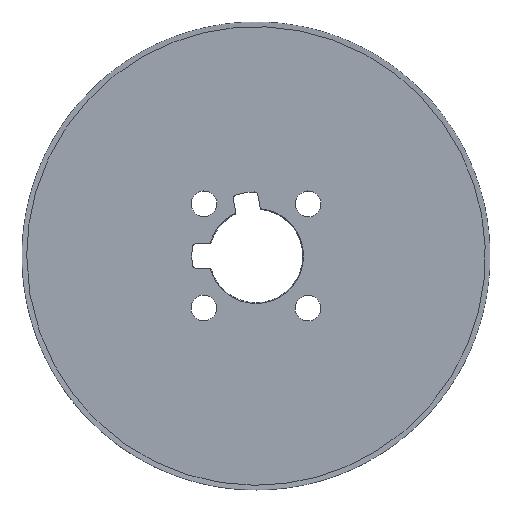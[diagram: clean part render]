
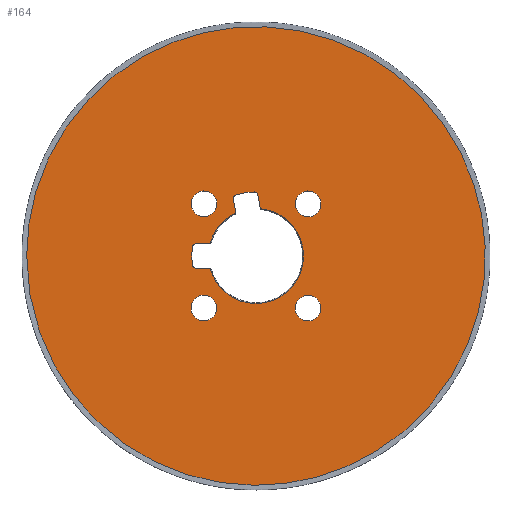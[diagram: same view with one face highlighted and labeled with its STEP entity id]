
A CAD part, top view. The second image highlights one B-rep face of the part: STEP entity #164.
In plain terms, the highlighted planar face has unit normal (0, 0, 1).
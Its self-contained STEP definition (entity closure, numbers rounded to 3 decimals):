
#164=ADVANCED_FACE('TB_SU_5',(#205,#206,#207,#208,#209,#210),#199,.T.);
#199=PLANE('',#929);
#205=FACE_BOUND('',#235,.T.);
#206=FACE_BOUND('',#236,.T.);
#207=FACE_BOUND('',#237,.T.);
#208=FACE_BOUND('',#238,.T.);
#209=FACE_BOUND('',#239,.T.);
#210=FACE_BOUND('',#240,.T.);
#235=EDGE_LOOP('',(#337,#338,#339,#340,#341,#342,#343,#344,#345,#346,#347,
#348,#349,#350,#351,#352,#353,#354));
#236=EDGE_LOOP('',(#355));
#237=EDGE_LOOP('',(#356));
#238=EDGE_LOOP('',(#357));
#239=EDGE_LOOP('',(#358));
#240=EDGE_LOOP('',(#359));
#289=LINE('',#1274,#313);
#290=LINE('',#1282,#314);
#291=LINE('',#1294,#315);
#292=LINE('',#1302,#316);
#313=VECTOR('',#1039,1.);
#314=VECTOR('',#1046,1.);
#315=VECTOR('',#1057,1.);
#316=VECTOR('',#1064,1.);
#337=ORIENTED_EDGE('',*,*,#571,.F.);
#338=ORIENTED_EDGE('',*,*,#572,.T.);
#339=ORIENTED_EDGE('',*,*,#573,.T.);
#340=ORIENTED_EDGE('',*,*,#574,.F.);
#341=ORIENTED_EDGE('',*,*,#575,.T.);
#342=ORIENTED_EDGE('',*,*,#576,.F.);
#343=ORIENTED_EDGE('',*,*,#577,.T.);
#344=ORIENTED_EDGE('',*,*,#578,.T.);
#345=ORIENTED_EDGE('',*,*,#579,.F.);
#346=ORIENTED_EDGE('',*,*,#580,.F.);
#347=ORIENTED_EDGE('',*,*,#581,.F.);
#348=ORIENTED_EDGE('',*,*,#582,.T.);
#349=ORIENTED_EDGE('',*,*,#583,.T.);
#350=ORIENTED_EDGE('',*,*,#584,.F.);
#351=ORIENTED_EDGE('',*,*,#585,.T.);
#352=ORIENTED_EDGE('',*,*,#586,.F.);
#353=ORIENTED_EDGE('',*,*,#587,.T.);
#354=ORIENTED_EDGE('',*,*,#588,.T.);
#355=ORIENTED_EDGE('',*,*,#589,.T.);
#356=ORIENTED_EDGE('',*,*,#590,.T.);
#357=ORIENTED_EDGE('',*,*,#591,.T.);
#358=ORIENTED_EDGE('',*,*,#592,.T.);
#359=ORIENTED_EDGE('',*,*,#593,.T.);
#509=VERTEX_POINT('',#1270);
#510=VERTEX_POINT('',#1271);
#511=VERTEX_POINT('',#1273);
#512=VERTEX_POINT('',#1275);
#513=VERTEX_POINT('',#1277);
#514=VERTEX_POINT('',#1279);
#515=VERTEX_POINT('',#1281);
#516=VERTEX_POINT('',#1283);
#517=VERTEX_POINT('',#1285);
#518=VERTEX_POINT('',#1287);
#519=VERTEX_POINT('',#1289);
#520=VERTEX_POINT('',#1291);
#521=VERTEX_POINT('',#1293);
#522=VERTEX_POINT('',#1295);
#523=VERTEX_POINT('',#1297);
#524=VERTEX_POINT('',#1299);
#525=VERTEX_POINT('',#1301);
#526=VERTEX_POINT('',#1303);
#527=VERTEX_POINT('',#1306);
#528=VERTEX_POINT('',#1308);
#529=VERTEX_POINT('',#1310);
#530=VERTEX_POINT('',#1312);
#531=VERTEX_POINT('',#1314);
#571=EDGE_CURVE('',#509,#510,#657,.T.);
#572=EDGE_CURVE('',#509,#511,#658,.T.);
#573=EDGE_CURVE('',#511,#512,#289,.T.);
#574=EDGE_CURVE('',#513,#512,#659,.T.);
#575=EDGE_CURVE('',#513,#514,#660,.T.);
#576=EDGE_CURVE('',#515,#514,#661,.T.);
#577=EDGE_CURVE('',#515,#516,#290,.T.);
#578=EDGE_CURVE('',#516,#517,#662,.T.);
#579=EDGE_CURVE('',#518,#517,#663,.T.);
#580=EDGE_CURVE('',#519,#518,#664,.T.);
#581=EDGE_CURVE('',#520,#519,#665,.T.);
#582=EDGE_CURVE('',#520,#521,#666,.T.);
#583=EDGE_CURVE('',#521,#522,#291,.T.);
#584=EDGE_CURVE('',#523,#522,#667,.T.);
#585=EDGE_CURVE('',#523,#524,#668,.T.);
#586=EDGE_CURVE('',#525,#524,#669,.T.);
#587=EDGE_CURVE('',#525,#526,#292,.T.);
#588=EDGE_CURVE('',#526,#510,#670,.T.);
#589=EDGE_CURVE('',#527,#527,#671,.T.);
#590=EDGE_CURVE('',#528,#528,#672,.T.);
#591=EDGE_CURVE('',#529,#529,#673,.T.);
#592=EDGE_CURVE('',#530,#530,#674,.T.);
#593=EDGE_CURVE('',#531,#531,#675,.T.);
#657=CIRCLE('',#910,20.306);
#658=CIRCLE('',#911,0.5);
#659=CIRCLE('',#912,1.6);
#660=CIRCLE('',#913,22.);
#661=CIRCLE('',#914,1.6);
#662=CIRCLE('',#915,0.5);
#663=CIRCLE('',#916,20.306);
#664=CIRCLE('',#917,20.306);
#665=CIRCLE('',#918,20.306);
#666=CIRCLE('',#919,0.5);
#667=CIRCLE('',#920,1.6);
#668=CIRCLE('',#921,22.);
#669=CIRCLE('',#922,1.6);
#670=CIRCLE('',#923,0.5);
#671=CIRCLE('',#924,5.511);
#672=CIRCLE('',#925,5.511);
#673=CIRCLE('',#926,98.709);
#674=CIRCLE('',#927,5.511);
#675=CIRCLE('',#928,5.511);
#910=AXIS2_PLACEMENT_3D('',#1269,#1035,#1036);
#911=AXIS2_PLACEMENT_3D('',#1272,#1037,#1038);
#912=AXIS2_PLACEMENT_3D('',#1276,#1040,#1041);
#913=AXIS2_PLACEMENT_3D('',#1278,#1042,#1043);
#914=AXIS2_PLACEMENT_3D('',#1280,#1044,#1045);
#915=AXIS2_PLACEMENT_3D('',#1284,#1047,#1048);
#916=AXIS2_PLACEMENT_3D('',#1286,#1049,#1050);
#917=AXIS2_PLACEMENT_3D('',#1288,#1051,#1052);
#918=AXIS2_PLACEMENT_3D('',#1290,#1053,#1054);
#919=AXIS2_PLACEMENT_3D('',#1292,#1055,#1056);
#920=AXIS2_PLACEMENT_3D('',#1296,#1058,#1059);
#921=AXIS2_PLACEMENT_3D('',#1298,#1060,#1061);
#922=AXIS2_PLACEMENT_3D('',#1300,#1062,#1063);
#923=AXIS2_PLACEMENT_3D('',#1304,#1065,#1066);
#924=AXIS2_PLACEMENT_3D('',#1305,#1067,#1068);
#925=AXIS2_PLACEMENT_3D('',#1307,#1069,#1070);
#926=AXIS2_PLACEMENT_3D('',#1309,#1071,#1072);
#927=AXIS2_PLACEMENT_3D('',#1311,#1073,#1074);
#928=AXIS2_PLACEMENT_3D('',#1313,#1075,#1076);
#929=AXIS2_PLACEMENT_3D('',#1315,#1077,#1078);
#1035=DIRECTION('',(0.,0.,1.));
#1036=DIRECTION('',(-0.292,-0.956,0.));
#1037=DIRECTION('',(0.,0.,1.));
#1038=DIRECTION('',(-0.292,-0.956,0.));
#1039=DIRECTION('',(-0.174,0.985,0.));
#1040=DIRECTION('',(0.,0.,1.));
#1041=DIRECTION('',(-0.292,-0.956,0.));
#1042=DIRECTION('',(0.,0.,-1.));
#1043=DIRECTION('',(-0.292,-0.956,0.));
#1044=DIRECTION('',(0.,0.,1.));
#1045=DIRECTION('',(-0.292,-0.956,0.));
#1046=DIRECTION('',(0.174,-0.985,0.));
#1047=DIRECTION('',(0.,0.,1.));
#1048=DIRECTION('',(-0.292,-0.956,0.));
#1049=DIRECTION('',(0.,0.,1.));
#1050=DIRECTION('',(-0.292,-0.956,0.));
#1051=DIRECTION('',(0.,0.,1.));
#1052=DIRECTION('',(-0.292,-0.956,0.));
#1053=DIRECTION('',(0.,0.,1.));
#1054=DIRECTION('',(-0.292,-0.956,0.));
#1055=DIRECTION('',(0.,0.,1.));
#1056=DIRECTION('',(-0.292,-0.956,0.));
#1057=DIRECTION('',(-1.,0.,0.));
#1058=DIRECTION('',(0.,0.,1.));
#1059=DIRECTION('',(-0.292,-0.956,0.));
#1060=DIRECTION('',(0.,0.,-1.));
#1061=DIRECTION('',(-0.292,-0.956,0.));
#1062=DIRECTION('',(0.,0.,1.));
#1063=DIRECTION('',(-0.292,-0.956,0.));
#1064=DIRECTION('',(1.,0.,0.));
#1065=DIRECTION('',(0.,0.,1.));
#1066=DIRECTION('',(-0.292,-0.956,0.));
#1067=DIRECTION('',(0.,0.,-1.));
#1068=DIRECTION('',(-0.292,-0.956,0.));
#1069=DIRECTION('',(0.,0.,-1.));
#1070=DIRECTION('',(-0.292,-0.956,0.));
#1071=DIRECTION('',(0.,0.,1.));
#1072=DIRECTION('',(-0.292,-0.956,0.));
#1073=DIRECTION('',(0.,0.,-1.));
#1074=DIRECTION('',(-0.292,-0.956,0.));
#1075=DIRECTION('',(0.,0.,-1.));
#1076=DIRECTION('',(-0.292,-0.956,0.));
#1077=DIRECTION('',(0.,0.,1.));
#1078=DIRECTION('',(-0.292,-0.956,0.));
#1269=CARTESIAN_POINT('',(0.,0.,0.));
#1270=CARTESIAN_POINT('',(-8.651,18.371,0.));
#1271=CARTESIAN_POINT('',(-19.595,5.329,0.));
#1272=CARTESIAN_POINT('',(-9.15,18.349,0.));
#1273=CARTESIAN_POINT('',(-8.658,18.436,0.));
#1274=CARTESIAN_POINT('',(-8.23,16.007,0.));
#1275=CARTESIAN_POINT('',(-9.672,24.189,0.));
#1276=CARTESIAN_POINT('',(-8.097,24.466,0.));
#1277=CARTESIAN_POINT('',(-8.657,25.965,0.));
#1278=CARTESIAN_POINT('',(-0.945,5.361,0.));
#1279=CARTESIAN_POINT('',(-0.745,27.36,0.));
#1280=CARTESIAN_POINT('',(-0.76,25.76,0.));
#1281=CARTESIAN_POINT('',(0.816,26.038,0.));
#1282=CARTESIAN_POINT('',(2.259,17.856,0.));
#1283=CARTESIAN_POINT('',(1.83,20.285,0.));
#1284=CARTESIAN_POINT('',(2.323,20.372,0.));
#1285=CARTESIAN_POINT('',(1.846,20.222,0.));
#1286=CARTESIAN_POINT('',(0.,0.,0.));
#1287=CARTESIAN_POINT('',(20.306,0.,0.));
#1288=CARTESIAN_POINT('',(0.,0.,0.));
#1289=CARTESIAN_POINT('',(0.,-20.306,0.));
#1290=CARTESIAN_POINT('',(0.,0.,0.));
#1291=CARTESIAN_POINT('',(-19.595,-5.329,0.));
#1292=CARTESIAN_POINT('',(-19.659,-5.825,0.));
#1293=CARTESIAN_POINT('',(-19.659,-5.325,0.));
#1294=CARTESIAN_POINT('',(-99.009,-5.325,0.));
#1295=CARTESIAN_POINT('',(-25.501,-5.325,0.));
#1296=CARTESIAN_POINT('',(-25.501,-3.725,0.));
#1297=CARTESIAN_POINT('',(-27.074,-4.017,0.));
#1298=CARTESIAN_POINT('',(-5.444,0.,0.));
#1299=CARTESIAN_POINT('',(-27.074,4.017,0.));
#1300=CARTESIAN_POINT('',(-25.501,3.725,0.));
#1301=CARTESIAN_POINT('',(-25.501,5.325,0.));
#1302=CARTESIAN_POINT('',(-99.009,5.325,0.));
#1303=CARTESIAN_POINT('',(-19.659,5.325,0.));
#1304=CARTESIAN_POINT('',(-19.659,5.825,0.));
#1305=CARTESIAN_POINT('',(22.274,22.274,0.));
#1306=CARTESIAN_POINT('',(20.663,17.004,0.));
#1307=CARTESIAN_POINT('',(-22.274,22.274,0.));
#1308=CARTESIAN_POINT('',(-23.885,17.004,0.));
#1309=CARTESIAN_POINT('',(0.,0.,0.));
#1310=CARTESIAN_POINT('',(-28.86,-94.396,0.));
#1311=CARTESIAN_POINT('',(-22.274,-22.274,0.));
#1312=CARTESIAN_POINT('',(-23.885,-27.544,0.));
#1313=CARTESIAN_POINT('',(22.274,-22.274,0.));
#1314=CARTESIAN_POINT('',(20.663,-27.544,0.));
#1315=CARTESIAN_POINT('',(-99.009,0.,0.));
